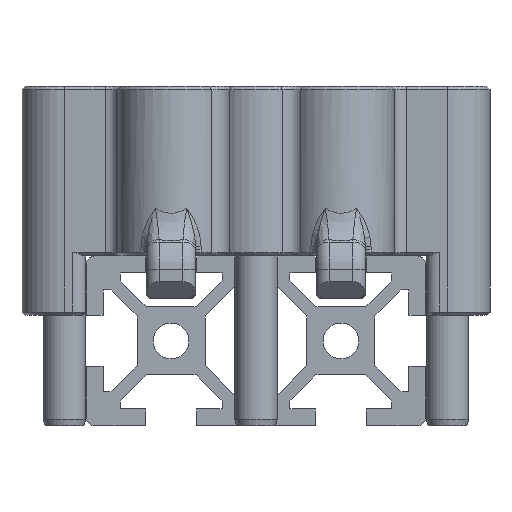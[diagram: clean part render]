
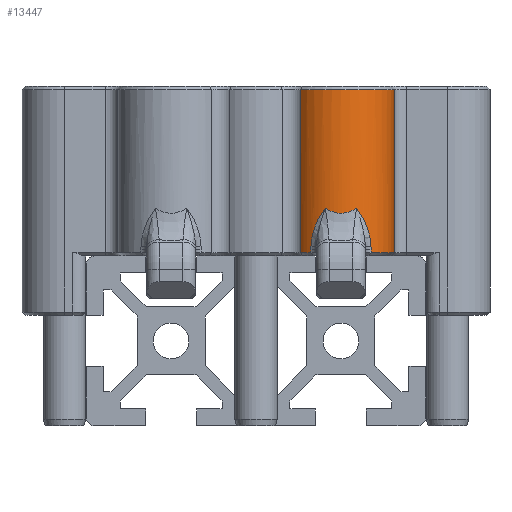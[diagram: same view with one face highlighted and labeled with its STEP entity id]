
A CAD part, front view. The second image highlights one B-rep face of the part: STEP entity #13447.
In plain terms, the highlighted cylindrical face has radius 6.25 mm (diameter 12.5 mm), a partial arc.
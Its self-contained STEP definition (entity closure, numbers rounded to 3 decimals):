
#93=ELLIPSE('',#14420,14.792,6.25);
#211=CYLINDRICAL_SURFACE('',#14418,6.25);
#378=B_SPLINE_CURVE_WITH_KNOTS('',3,(#20470,#20471,#20472,#20473),
 .UNSPECIFIED.,.F.,.F.,(4,4),(-0.041,0.),
 .UNSPECIFIED.);
#379=B_SPLINE_CURVE_WITH_KNOTS('',3,(#20475,#20476,#20477,#20478,#20479,
#20480,#20481,#20482),.UNSPECIFIED.,.F.,.F.,(4,1,1,2,4),(-0.516,
-0.31,-0.206,0.,0.001),
 .UNSPECIFIED.);
#380=B_SPLINE_CURVE_WITH_KNOTS('',3,(#20486,#20487,#20488,#20489,#20490,
#20491,#20492,#20493),.UNSPECIFIED.,.F.,.F.,(4,2,1,1,4),(-0.517,
-0.516,-0.31,-0.206,0.),
 .UNSPECIFIED.);
#381=B_SPLINE_CURVE_WITH_KNOTS('',3,(#20495,#20496,#20497,#20498),
 .UNSPECIFIED.,.F.,.F.,(4,4),(-0.041,0.),
 .UNSPECIFIED.);
#1127=FACE_OUTER_BOUND('',#1956,.T.);
#1956=EDGE_LOOP('',(#9983,#9984,#9985,#9986,#9987,#9988,#9989,#9990,#9991,
#9992,#9993,#9994));
#3002=LINE('',#20460,#4453);
#3004=LINE('',#20464,#4455);
#3005=LINE('',#20468,#4456);
#3006=LINE('',#20500,#4457);
#4453=VECTOR('',#16307,10.);
#4455=VECTOR('',#16311,10.);
#4456=VECTOR('',#16314,10.);
#4457=VECTOR('',#16317,10.);
#5608=CIRCLE('',#14385,6.25);
#5621=CIRCLE('',#14419,6.25);
#5622=CIRCLE('',#14421,6.25);
#6218=VERTEX_POINT('',#20269);
#6219=VERTEX_POINT('',#20273);
#6246=VERTEX_POINT('',#20459);
#6247=VERTEX_POINT('',#20463);
#6248=VERTEX_POINT('',#20465);
#6249=VERTEX_POINT('',#20467);
#6250=VERTEX_POINT('',#20469);
#6251=VERTEX_POINT('',#20474);
#6252=VERTEX_POINT('',#20483);
#6253=VERTEX_POINT('',#20485);
#6254=VERTEX_POINT('',#20494);
#6255=VERTEX_POINT('',#20499);
#7582=EDGE_CURVE('',#6219,#6218,#5608,.T.);
#7632=EDGE_CURVE('',#6218,#6246,#3002,.T.);
#7634=EDGE_CURVE('',#6219,#6247,#3004,.T.);
#7635=EDGE_CURVE('',#6247,#6248,#5621,.T.);
#7636=EDGE_CURVE('',#6248,#6249,#3005,.T.);
#7637=EDGE_CURVE('',#6249,#6250,#378,.T.);
#7638=EDGE_CURVE('',#6250,#6251,#379,.T.);
#7639=EDGE_CURVE('',#6251,#6252,#93,.T.);
#7640=EDGE_CURVE('',#6252,#6253,#380,.T.);
#7641=EDGE_CURVE('',#6253,#6254,#381,.T.);
#7642=EDGE_CURVE('',#6254,#6255,#3006,.T.);
#7643=EDGE_CURVE('',#6255,#6246,#5622,.T.);
#9983=ORIENTED_EDGE('',*,*,#7582,.F.);
#9984=ORIENTED_EDGE('',*,*,#7634,.T.);
#9985=ORIENTED_EDGE('',*,*,#7635,.T.);
#9986=ORIENTED_EDGE('',*,*,#7636,.T.);
#9987=ORIENTED_EDGE('',*,*,#7637,.T.);
#9988=ORIENTED_EDGE('',*,*,#7638,.T.);
#9989=ORIENTED_EDGE('',*,*,#7639,.T.);
#9990=ORIENTED_EDGE('',*,*,#7640,.T.);
#9991=ORIENTED_EDGE('',*,*,#7641,.T.);
#9992=ORIENTED_EDGE('',*,*,#7642,.T.);
#9993=ORIENTED_EDGE('',*,*,#7643,.T.);
#9994=ORIENTED_EDGE('',*,*,#7632,.F.);
#13447=ADVANCED_FACE('',(#1127),#211,.T.);
#14385=AXIS2_PLACEMENT_3D('',#20275,#16209,#16210);
#14418=AXIS2_PLACEMENT_3D('',#20462,#16309,#16310);
#14419=AXIS2_PLACEMENT_3D('',#20466,#16312,#16313);
#14420=AXIS2_PLACEMENT_3D('',#20484,#16315,#16316);
#14421=AXIS2_PLACEMENT_3D('',#20501,#16318,#16319);
#16209=DIRECTION('center_axis',(0.,0.,1.));
#16210=DIRECTION('ref_axis',(1.,0.,0.));
#16307=DIRECTION('',(0.,0.,-1.));
#16309=DIRECTION('center_axis',(0.,0.,1.));
#16310=DIRECTION('ref_axis',(1.,0.,0.));
#16311=DIRECTION('',(0.,0.,-1.));
#16312=DIRECTION('center_axis',(0.,0.,1.));
#16313=DIRECTION('ref_axis',(-1.,0.,0.));
#16314=DIRECTION('',(0.,0.,1.));
#16315=DIRECTION('center_axis',(0.,-0.906,
0.423));
#16316=DIRECTION('ref_axis',(0.,-0.423,-0.906));
#16317=DIRECTION('',(0.,0.,-1.));
#16318=DIRECTION('center_axis',(0.,0.,1.));
#16319=DIRECTION('ref_axis',(1.,0.,0.));
#20269=CARTESIAN_POINT('',(26.25,-12.603,-0.4));
#20273=CARTESIAN_POINT('',(15.208,-16.615,-0.4));
#20275=CARTESIAN_POINT('Origin',(20.,-12.602,-0.4));
#20459=CARTESIAN_POINT('',(26.25,-12.603,-19.6));
#20460=CARTESIAN_POINT('',(26.25,-12.603,0.));
#20462=CARTESIAN_POINT('Origin',(20.,-12.602,0.));
#20463=CARTESIAN_POINT('',(15.208,-16.615,-19.6));
#20464=CARTESIAN_POINT('',(15.208,-16.615,0.));
#20465=CARTESIAN_POINT('',(16.452,-17.748,-19.6));
#20466=CARTESIAN_POINT('Origin',(20.,-12.602,-19.6));
#20467=CARTESIAN_POINT('',(16.452,-17.748,-19.276));
#20468=CARTESIAN_POINT('',(16.452,-17.748,0.));
#20469=CARTESIAN_POINT('',(16.461,-17.754,-18.87));
#20470=CARTESIAN_POINT('Ctrl Pts',(16.452,-17.748,-19.276));
#20471=CARTESIAN_POINT('Ctrl Pts',(16.452,-17.748,-19.14));
#20472=CARTESIAN_POINT('Ctrl Pts',(16.455,-17.75,-19.005));
#20473=CARTESIAN_POINT('Ctrl Pts',(16.461,-17.754,-18.87));
#20474=CARTESIAN_POINT('',(18.158,-18.575,-14.372));
#20475=CARTESIAN_POINT('Ctrl Pts',(16.461,-17.754,-18.87));
#20476=CARTESIAN_POINT('Ctrl Pts',(16.495,-17.777,-18.184));
#20477=CARTESIAN_POINT('Ctrl Pts',(16.679,-17.907,-17.167));
#20478=CARTESIAN_POINT('Ctrl Pts',(17.28,-18.244,-15.666));
#20479=CARTESIAN_POINT('Ctrl Pts',(17.787,-18.46,-14.878));
#20480=CARTESIAN_POINT('Ctrl Pts',(18.154,-18.574,-14.377));
#20481=CARTESIAN_POINT('Ctrl Pts',(18.156,-18.574,-14.375));
#20482=CARTESIAN_POINT('Ctrl Pts',(18.158,-18.575,-14.372));
#20483=CARTESIAN_POINT('',(21.842,-18.575,-14.372));
#20484=CARTESIAN_POINT('Origin',(20.,-12.602,-1.561));
#20485=CARTESIAN_POINT('',(23.539,-17.754,-18.87));
#20486=CARTESIAN_POINT('Ctrl Pts',(21.842,-18.575,-14.372));
#20487=CARTESIAN_POINT('Ctrl Pts',(21.844,-18.574,-14.375));
#20488=CARTESIAN_POINT('Ctrl Pts',(21.846,-18.574,-14.377));
#20489=CARTESIAN_POINT('Ctrl Pts',(22.213,-18.46,-14.878));
#20490=CARTESIAN_POINT('Ctrl Pts',(22.72,-18.244,-15.666));
#20491=CARTESIAN_POINT('Ctrl Pts',(23.321,-17.907,-17.167));
#20492=CARTESIAN_POINT('Ctrl Pts',(23.505,-17.777,-18.184));
#20493=CARTESIAN_POINT('Ctrl Pts',(23.539,-17.754,-18.87));
#20494=CARTESIAN_POINT('',(23.548,-17.748,-19.276));
#20495=CARTESIAN_POINT('Ctrl Pts',(23.539,-17.754,-18.87));
#20496=CARTESIAN_POINT('Ctrl Pts',(23.545,-17.75,-19.005));
#20497=CARTESIAN_POINT('Ctrl Pts',(23.548,-17.748,-19.14));
#20498=CARTESIAN_POINT('Ctrl Pts',(23.548,-17.748,-19.276));
#20499=CARTESIAN_POINT('',(23.548,-17.748,-19.6));
#20500=CARTESIAN_POINT('',(23.548,-17.748,0.));
#20501=CARTESIAN_POINT('Origin',(20.,-12.602,-19.6));
